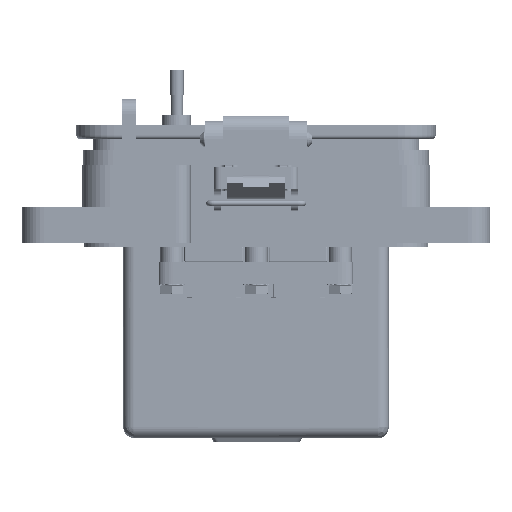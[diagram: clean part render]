
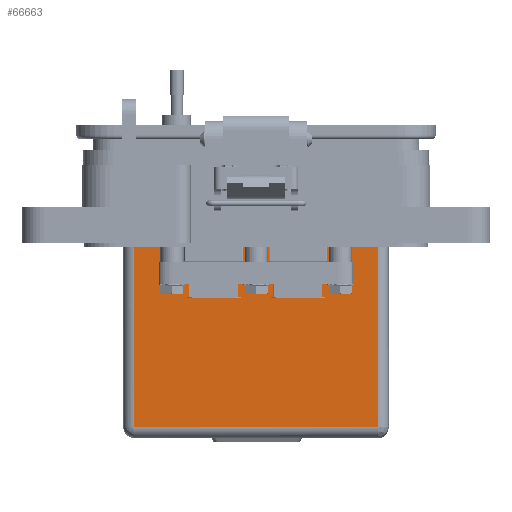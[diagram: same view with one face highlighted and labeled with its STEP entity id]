
A CAD part, front view. The second image highlights one B-rep face of the part: STEP entity #66663.
In plain terms, the highlighted planar face has unit normal (0, -1, 0).
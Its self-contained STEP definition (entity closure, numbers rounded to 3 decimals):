
#141 = CARTESIAN_POINT ( 'NONE',  ( -72.146, -45.612, -12.212 ) ) ;
#3224 = EDGE_CURVE ( 'NONE', #8743, #10488, #78633, .T. ) ;
#3445 = PLANE ( 'NONE',  #23300 ) ;
#8743 = VERTEX_POINT ( 'NONE', #82795 ) ;
#10028 = CARTESIAN_POINT ( 'NONE',  ( -5.093, -45.612, -65.552 ) ) ;
#10044 = DIRECTION ( 'NONE',  ( 1., 0., 0. ) ) ;
#10488 = VERTEX_POINT ( 'NONE', #141 ) ;
#11049 = CARTESIAN_POINT ( 'NONE',  ( -5.093, -45.612, -65.552 ) ) ;
#11898 = ORIENTED_EDGE ( 'NONE', *, *, #41177, .F. ) ;
#16802 = CARTESIAN_POINT ( 'NONE',  ( -72.146, -45.612, -62.522 ) ) ;
#23300 = AXIS2_PLACEMENT_3D ( 'NONE', #11049, #34206, #10044 ) ;
#25162 = VECTOR ( 'NONE', #84663, 1000. ) ;
#26090 = CARTESIAN_POINT ( 'NONE',  ( -5.093, -45.612, -62.522 ) ) ;
#27499 = EDGE_CURVE ( 'NONE', #47488, #10488, #30172, .T. ) ;
#30172 = LINE ( 'NONE', #53883, #25162 ) ;
#31758 = VECTOR ( 'NONE', #39780, 1000. ) ;
#34188 = DIRECTION ( 'NONE',  ( 0., 0., -1. ) ) ;
#34206 = DIRECTION ( 'NONE',  ( 0., -1., 0. ) ) ;
#39780 = DIRECTION ( 'NONE',  ( -1., 0., 0. ) ) ;
#40269 = CARTESIAN_POINT ( 'NONE',  ( -21.856, -45.612, -62.522 ) ) ;
#41177 = EDGE_CURVE ( 'NONE', #73673, #47488, #87669, .T. ) ;
#41854 = VECTOR ( 'NONE', #70552, 1000. ) ;
#43686 = ORIENTED_EDGE ( 'NONE', *, *, #65553, .F. ) ;
#47488 = VERTEX_POINT ( 'NONE', #16802 ) ;
#53883 = CARTESIAN_POINT ( 'NONE',  ( -72.146, -45.612, -65.552 ) ) ;
#55998 = FACE_OUTER_BOUND ( 'NONE', #63346, .T. ) ;
#63346 = EDGE_LOOP ( 'NONE', ( #75420, #71928, #11898, #43686 ) ) ;
#64974 = CARTESIAN_POINT ( 'NONE',  ( -2.825, -45.612, -12.212 ) ) ;
#65553 = EDGE_CURVE ( 'NONE', #8743, #73673, #79175, .T. ) ;
#66663 = ADVANCED_FACE ( 'NONE', ( #55998 ), #3445, .T. ) ;
#66727 = VECTOR ( 'NONE', #34188, 1000. ) ;
#70552 = DIRECTION ( 'NONE',  ( -1., 0., 0. ) ) ;
#71928 = ORIENTED_EDGE ( 'NONE', *, *, #27499, .F. ) ;
#73673 = VERTEX_POINT ( 'NONE', #26090 ) ;
#75420 = ORIENTED_EDGE ( 'NONE', *, *, #3224, .T. ) ;
#78633 = LINE ( 'NONE', #64974, #31758 ) ;
#79175 = LINE ( 'NONE', #10028, #66727 ) ;
#82795 = CARTESIAN_POINT ( 'NONE',  ( -5.093, -45.612, -12.212 ) ) ;
#84663 = DIRECTION ( 'NONE',  ( 0., 0., 1. ) ) ;
#87669 = LINE ( 'NONE', #40269, #41854 ) ;
